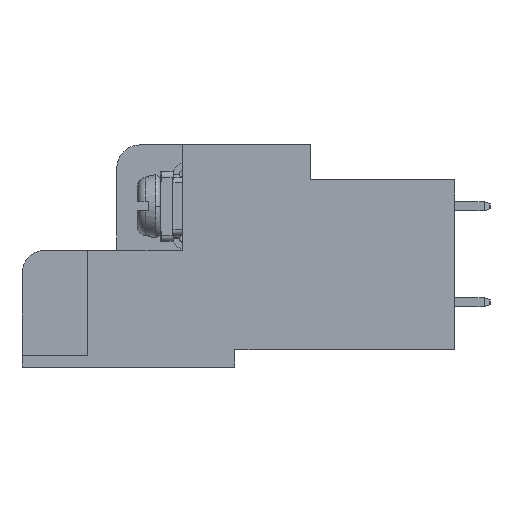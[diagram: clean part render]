
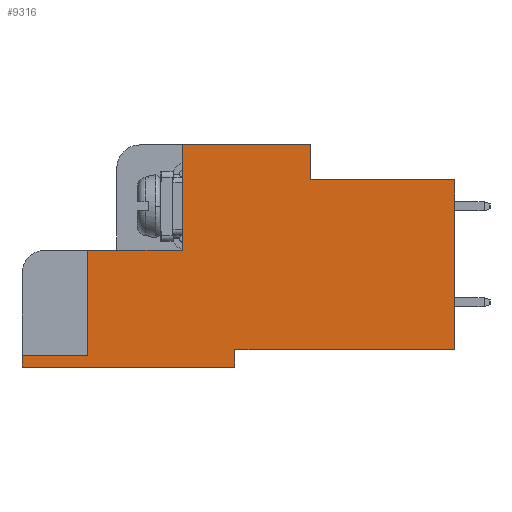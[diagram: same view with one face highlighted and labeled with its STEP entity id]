
A CAD part, left-side view. The second image highlights one B-rep face of the part: STEP entity #9316.
In plain terms, the highlighted planar face has unit normal (-1, 0, 0).
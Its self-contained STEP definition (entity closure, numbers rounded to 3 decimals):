
#8087=CARTESIAN_POINT('',(-7.62,0.,9.));
#8088=VERTEX_POINT('',#8087);
#8095=CARTESIAN_POINT('',(-7.62,-11.,9.));
#8096=VERTEX_POINT('',#8095);
#8097=CARTESIAN_POINT('',(-7.62,0.,9.));
#8098=DIRECTION('',(0.,-1.,0.));
#8099=VECTOR('',#8098,11.);
#8100=LINE('',#8097,#8099);
#8101=EDGE_CURVE('',#8088,#8096,#8100,.T.);
#9222=CARTESIAN_POINT('',(-7.62,13.7,9.));
#9223=DIRECTION('',(0.,-1.,0.));
#9224=DIRECTION('',(-1.,0.,0.));
#9225=AXIS2_PLACEMENT_3D('',#9222,#9224,#9223);
#9226=PLANE('',#9225);
#9227=CARTESIAN_POINT('',(-7.62,0.,0.));
#9228=VERTEX_POINT('',#9227);
#9229=CARTESIAN_POINT('',(-7.62,8.1,0.));
#9230=VERTEX_POINT('',#9229);
#9231=CARTESIAN_POINT('',(-7.62,0.,0.));
#9232=DIRECTION('',(0.,1.,0.));
#9233=VECTOR('',#9232,8.1);
#9234=LINE('',#9231,#9233);
#9235=EDGE_CURVE('',#9228,#9230,#9234,.T.);
#9236=ORIENTED_EDGE('',*,*,#9235,.T.);
#9237=CARTESIAN_POINT('',(-7.62,8.1,-9.));
#9238=VERTEX_POINT('',#9237);
#9239=CARTESIAN_POINT('',(-7.62,8.1,0.));
#9240=DIRECTION('',(0.,0.,-1.));
#9241=VECTOR('',#9240,9.);
#9242=LINE('',#9239,#9241);
#9243=EDGE_CURVE('',#9230,#9238,#9242,.T.);
#9244=ORIENTED_EDGE('',*,*,#9243,.T.);
#9245=CARTESIAN_POINT('',(-7.62,13.7,-9.));
#9246=VERTEX_POINT('',#9245);
#9247=CARTESIAN_POINT('',(-7.62,8.1,-9.));
#9248=DIRECTION('',(0.,1.,0.));
#9249=VECTOR('',#9248,5.6);
#9250=LINE('',#9247,#9249);
#9251=EDGE_CURVE('',#9238,#9246,#9250,.T.);
#9252=ORIENTED_EDGE('',*,*,#9251,.T.);
#9253=CARTESIAN_POINT('',(-7.62,13.7,-10.));
#9254=VERTEX_POINT('',#9253);
#9255=CARTESIAN_POINT('',(-7.62,13.7,-9.));
#9256=DIRECTION('',(0.,0.,-1.));
#9257=VECTOR('',#9256,1.);
#9258=LINE('',#9255,#9257);
#9259=EDGE_CURVE('',#9246,#9254,#9258,.T.);
#9260=ORIENTED_EDGE('',*,*,#9259,.T.);
#9261=CARTESIAN_POINT('',(-7.62,-4.5,-10.));
#9262=VERTEX_POINT('',#9261);
#9263=CARTESIAN_POINT('',(-7.62,13.7,-10.));
#9264=DIRECTION('',(0.,-1.,0.));
#9265=VECTOR('',#9264,18.2);
#9266=LINE('',#9263,#9265);
#9267=EDGE_CURVE('',#9254,#9262,#9266,.T.);
#9268=ORIENTED_EDGE('',*,*,#9267,.T.);
#9269=CARTESIAN_POINT('',(-7.62,-4.5,-8.5));
#9270=VERTEX_POINT('',#9269);
#9271=CARTESIAN_POINT('',(-7.62,-4.5,-10.));
#9272=DIRECTION('',(0.,0.,1.));
#9273=VECTOR('',#9272,1.5);
#9274=LINE('',#9271,#9273);
#9275=EDGE_CURVE('',#9262,#9270,#9274,.T.);
#9276=ORIENTED_EDGE('',*,*,#9275,.T.);
#9277=CARTESIAN_POINT('',(-7.62,-23.3,-8.5));
#9278=VERTEX_POINT('',#9277);
#9279=CARTESIAN_POINT('',(-7.62,-4.5,-8.5));
#9280=DIRECTION('',(0.,-1.,0.));
#9281=VECTOR('',#9280,18.8);
#9282=LINE('',#9279,#9281);
#9283=EDGE_CURVE('',#9270,#9278,#9282,.T.);
#9284=ORIENTED_EDGE('',*,*,#9283,.T.);
#9285=CARTESIAN_POINT('',(-7.62,-23.3,6.));
#9286=VERTEX_POINT('',#9285);
#9287=CARTESIAN_POINT('',(-7.62,-23.3,-8.5));
#9288=DIRECTION('',(0.,0.,1.));
#9289=VECTOR('',#9288,14.5);
#9290=LINE('',#9287,#9289);
#9291=EDGE_CURVE('',#9278,#9286,#9290,.T.);
#9292=ORIENTED_EDGE('',*,*,#9291,.T.);
#9293=CARTESIAN_POINT('',(-7.62,-11.,6.));
#9294=VERTEX_POINT('',#9293);
#9295=CARTESIAN_POINT('',(-7.62,-23.3,6.));
#9296=DIRECTION('',(0.,1.,0.));
#9297=VECTOR('',#9296,12.3);
#9298=LINE('',#9295,#9297);
#9299=EDGE_CURVE('',#9286,#9294,#9298,.T.);
#9300=ORIENTED_EDGE('',*,*,#9299,.T.);
#9301=CARTESIAN_POINT('',(-7.62,-11.,9.));
#9302=DIRECTION('',(0.,0.,-1.));
#9303=VECTOR('',#9302,3.);
#9304=LINE('',#9301,#9303);
#9305=EDGE_CURVE('',#8096,#9294,#9304,.T.);
#9306=ORIENTED_EDGE('',*,*,#9305,.F.);
#9307=ORIENTED_EDGE('',*,*,#8101,.F.);
#9308=CARTESIAN_POINT('',(-7.62,0.,9.));
#9309=DIRECTION('',(0.,0.,-1.));
#9310=VECTOR('',#9309,9.);
#9311=LINE('',#9308,#9310);
#9312=EDGE_CURVE('',#8088,#9228,#9311,.T.);
#9313=ORIENTED_EDGE('',*,*,#9312,.T.);
#9314=EDGE_LOOP('',(#9236,#9244,#9252,#9260,#9268,#9276,#9284,#9292,#9300,#9306,#9307,#9313));
#9315=FACE_OUTER_BOUND('',#9314,.T.);
#9316=ADVANCED_FACE('',(#9315),#9226,.T.);
